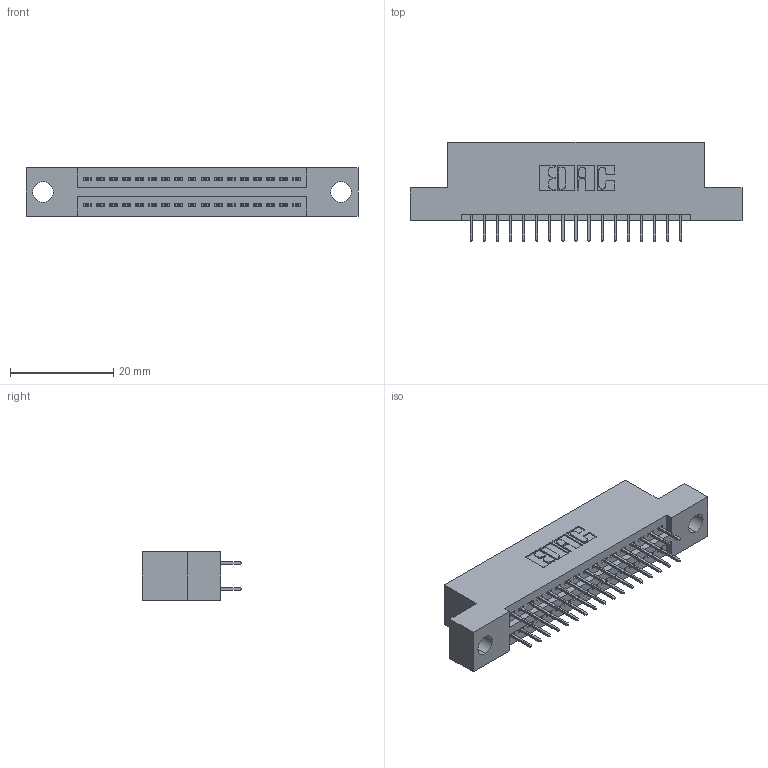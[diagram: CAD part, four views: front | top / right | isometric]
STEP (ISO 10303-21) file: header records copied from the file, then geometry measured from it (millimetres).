
FILE_DESCRIPTION (( 'STEP AP203' ), '1' );
FILE_NAME ('345-034-524-204.STEP', '2021-05-20T00:01:34', ( '' ), ( '' ), 'SwSTEP 2.0', 'SolidWorks 2020', '' );
FILE_SCHEMA (( 'CONFIG_CONTROL_DESIGN' ));
Length unit declared in the file: inch
Products named in the file (3): 345-034-524-204; 345 Part_Flush Mounting Lugs - 0.156 Dia-TI; 345-292-001_345-293-124
Assembly tree (35 placements, depth 2):
  345-034-524-204
    345 Part_Flush Mounting Lugs - 0.156 Dia-TI
    345-292-001_345-293-124  x34
Bounding box: 64.39 x 19.35 x 9.4 mm (x, y, z)
Volume: 5865.4 mm3; surface area: 7901.5 mm2
Topology: 35 solids, 35 shells, 1976 faces, 5579 edges, 3582 vertices
Faces by surface type: plane 1420, cylinder 556
Entity records: 17197 total; most frequent: CARTESIAN_POINT 2910, ORIENTED_EDGE 2842, DIRECTION 2597, EDGE_CURVE 1421, LINE 1225, VECTOR 1225, VERTEX_POINT 942, AXIS2_PLACEMENT_3D 686
